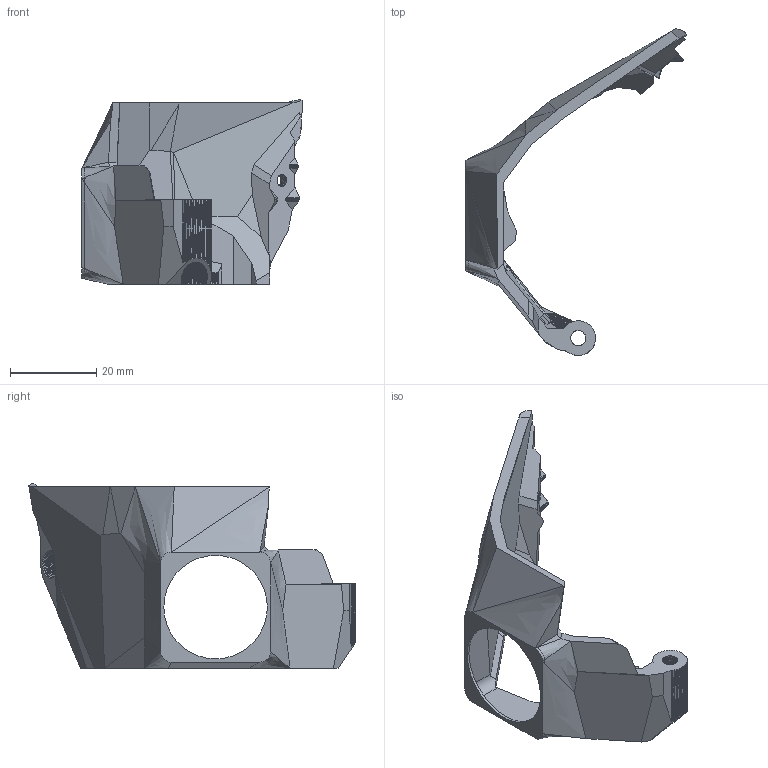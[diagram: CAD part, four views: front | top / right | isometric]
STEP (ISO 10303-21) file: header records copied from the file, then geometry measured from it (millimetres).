
FILE_DESCRIPTION(/* description */ ('STEP AP242','CAx-IF Rec.Pracs.---Representation and Presentation of Product Manufacturing Information (PMI)---4.0---2014-10-13','CAx-IF Rec.Pracs.---3D Tessellated Geometry---0.4---2014-09-14','2;1'),/* implementation_level */ '2;1');
FILE_NAME(/* name */ '655ae10f31a46e5f521f908d',/* time_stamp */ '2023-11-20T04:31:12Z',/* author */ (''),/* organization */ (''),/* preprocessor_version */ 'ST-DEVELOPER v19.4',/* originating_system */ ' ',/* authorisation */ ' ');
FILE_SCHEMA (('AP242_MANAGED_MODEL_BASED_3D_ENGINEERING_MIM_LF { 1 0 10303 442 1 1 4 }'));
Length unit declared in the file: metre
Products named in the file (1): Cover
Bounding box: 51.2 x 75.73 x 42.82 mm (x, y, z)
Volume: 9984.6 mm3; surface area: 9248.9 mm2
Topology: 1 solids, 1 shells, 2017 faces, 3554 edges, 1534 vertices
Faces by surface type: plane 1999, bspline 13, cylinder 5
Full cylindrical faces by diameter (mm): 24 x1
Entity records: 44370 total; most frequent: DIRECTION 7570, CARTESIAN_POINT 7437, ORIENTED_EDGE 7098, EDGE_CURVE 3549, LINE 3484, VECTOR 3484, AXIS2_PLACEMENT_3D 2043, EDGE_LOOP 2023
